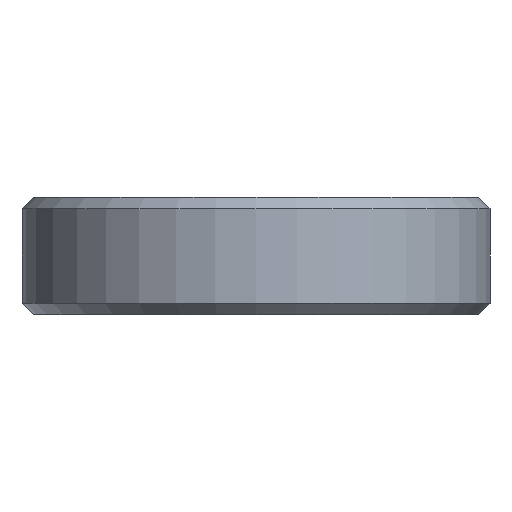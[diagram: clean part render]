
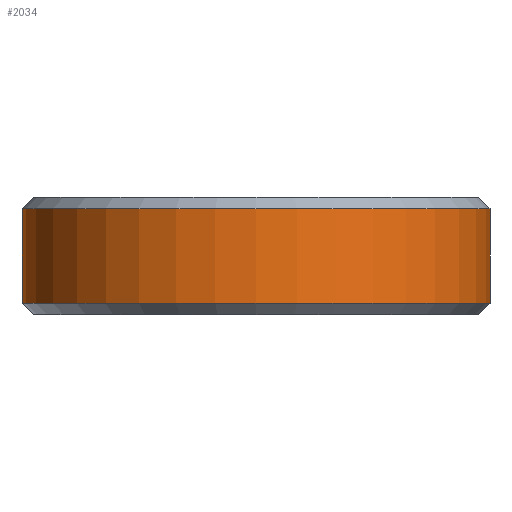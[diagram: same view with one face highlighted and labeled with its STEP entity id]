
A CAD part, left-side view. The second image highlights one B-rep face of the part: STEP entity #2034.
In plain terms, the highlighted cylindrical face has radius 6.25 mm (diameter 12.5 mm), a partial arc.
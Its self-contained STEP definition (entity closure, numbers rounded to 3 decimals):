
#382 = CONICAL_SURFACE('',#383,6.25,0.785);
#383 = AXIS2_PLACEMENT_3D('',#384,#385,#386);
#384 = CARTESIAN_POINT('',(0.,0.,0.3));
#385 = DIRECTION('',(0.,0.,1.));
#386 = DIRECTION('',(0.,1.,0.));
#1106 = VERTEX_POINT('',#1107);
#1107 = CARTESIAN_POINT('',(0.,-6.25,0.3));
#1142 = PLANE('',#1143);
#1143 = AXIS2_PLACEMENT_3D('',#1144,#1145,#1146);
#1144 = CARTESIAN_POINT('',(125.,-6.25,0.));
#1145 = DIRECTION('',(0.,-1.,0.));
#1146 = DIRECTION('',(-1.,0.,0.));
#1160 = VERTEX_POINT('',#1161);
#1161 = CARTESIAN_POINT('',(0.,6.25,0.3));
#1182 = EDGE_CURVE('',#1160,#1106,#1183,.T.);
#1183 = SURFACE_CURVE('',#1184,(#1189,#1196),.PCURVE_S1.);
#1184 = CIRCLE('',#1185,6.25);
#1185 = AXIS2_PLACEMENT_3D('',#1186,#1187,#1188);
#1186 = CARTESIAN_POINT('',(0.,0.,0.3));
#1187 = DIRECTION('',(0.,-0.,1.));
#1188 = DIRECTION('',(0.,1.,0.));
#1189 = PCURVE('',#382,#1190);
#1190 = DEFINITIONAL_REPRESENTATION('',(#1191),#1195);
#1191 = LINE('',#1192,#1193);
#1192 = CARTESIAN_POINT('',(0.,-0.));
#1193 = VECTOR('',#1194,1.);
#1194 = DIRECTION('',(1.,-0.));
#1195 = ( GEOMETRIC_REPRESENTATION_CONTEXT(2) 
PARAMETRIC_REPRESENTATION_CONTEXT() REPRESENTATION_CONTEXT('2D SPACE',''
  ) );
#1196 = PCURVE('',#1197,#1202);
#1197 = CYLINDRICAL_SURFACE('',#1198,6.25);
#1198 = AXIS2_PLACEMENT_3D('',#1199,#1200,#1201);
#1199 = CARTESIAN_POINT('',(0.,0.,0.));
#1200 = DIRECTION('',(-0.,-0.,-1.));
#1201 = DIRECTION('',(1.,0.,0.));
#1202 = DEFINITIONAL_REPRESENTATION('',(#1203),#1207);
#1203 = LINE('',#1204,#1205);
#1204 = CARTESIAN_POINT('',(-1.571,-0.3));
#1205 = VECTOR('',#1206,1.);
#1206 = DIRECTION('',(-1.,0.));
#1207 = ( GEOMETRIC_REPRESENTATION_CONTEXT(2) 
PARAMETRIC_REPRESENTATION_CONTEXT() REPRESENTATION_CONTEXT('2D SPACE',''
  ) );
#1229 = PLANE('',#1230);
#1230 = AXIS2_PLACEMENT_3D('',#1231,#1232,#1233);
#1231 = CARTESIAN_POINT('',(125.,6.25,0.));
#1232 = DIRECTION('',(0.,-1.,0.));
#1233 = DIRECTION('',(-1.,0.,0.));
#1986 = VERTEX_POINT('',#1987);
#1987 = CARTESIAN_POINT('',(0.,-6.25,2.825));
#2013 = EDGE_CURVE('',#1106,#1986,#2014,.T.);
#2014 = SURFACE_CURVE('',#2015,(#2019,#2026),.PCURVE_S1.);
#2015 = LINE('',#2016,#2017);
#2016 = CARTESIAN_POINT('',(0.,-6.25,0.));
#2017 = VECTOR('',#2018,1.);
#2018 = DIRECTION('',(0.,0.,1.));
#2019 = PCURVE('',#1142,#2020);
#2020 = DEFINITIONAL_REPRESENTATION('',(#2021),#2025);
#2021 = LINE('',#2022,#2023);
#2022 = CARTESIAN_POINT('',(125.,0.));
#2023 = VECTOR('',#2024,1.);
#2024 = DIRECTION('',(0.,-1.));
#2025 = ( GEOMETRIC_REPRESENTATION_CONTEXT(2) 
PARAMETRIC_REPRESENTATION_CONTEXT() REPRESENTATION_CONTEXT('2D SPACE',''
  ) );
#2026 = PCURVE('',#1197,#2027);
#2027 = DEFINITIONAL_REPRESENTATION('',(#2028),#2032);
#2028 = LINE('',#2029,#2030);
#2029 = CARTESIAN_POINT('',(-4.712,0.));
#2030 = VECTOR('',#2031,1.);
#2031 = DIRECTION('',(-0.,-1.));
#2032 = ( GEOMETRIC_REPRESENTATION_CONTEXT(2) 
PARAMETRIC_REPRESENTATION_CONTEXT() REPRESENTATION_CONTEXT('2D SPACE',''
  ) );
#2034 = ADVANCED_FACE('',(#2035),#1197,.T.);
#2035 = FACE_BOUND('',#2036,.F.);
#2036 = EDGE_LOOP('',(#2037,#2060,#2087,#2088));
#2037 = ORIENTED_EDGE('',*,*,#2038,.T.);
#2038 = EDGE_CURVE('',#1160,#2039,#2041,.T.);
#2039 = VERTEX_POINT('',#2040);
#2040 = CARTESIAN_POINT('',(0.,6.25,2.825));
#2041 = SURFACE_CURVE('',#2042,(#2046,#2053),.PCURVE_S1.);
#2042 = LINE('',#2043,#2044);
#2043 = CARTESIAN_POINT('',(0.,6.25,0.));
#2044 = VECTOR('',#2045,1.);
#2045 = DIRECTION('',(0.,0.,1.));
#2046 = PCURVE('',#1197,#2047);
#2047 = DEFINITIONAL_REPRESENTATION('',(#2048),#2052);
#2048 = LINE('',#2049,#2050);
#2049 = CARTESIAN_POINT('',(-1.571,0.));
#2050 = VECTOR('',#2051,1.);
#2051 = DIRECTION('',(-0.,-1.));
#2052 = ( GEOMETRIC_REPRESENTATION_CONTEXT(2) 
PARAMETRIC_REPRESENTATION_CONTEXT() REPRESENTATION_CONTEXT('2D SPACE',''
  ) );
#2053 = PCURVE('',#1229,#2054);
#2054 = DEFINITIONAL_REPRESENTATION('',(#2055),#2059);
#2055 = LINE('',#2056,#2057);
#2056 = CARTESIAN_POINT('',(125.,0.));
#2057 = VECTOR('',#2058,1.);
#2058 = DIRECTION('',(0.,-1.));
#2059 = ( GEOMETRIC_REPRESENTATION_CONTEXT(2) 
PARAMETRIC_REPRESENTATION_CONTEXT() REPRESENTATION_CONTEXT('2D SPACE',''
  ) );
#2060 = ORIENTED_EDGE('',*,*,#2061,.T.);
#2061 = EDGE_CURVE('',#2039,#1986,#2062,.T.);
#2062 = SURFACE_CURVE('',#2063,(#2068,#2075),.PCURVE_S1.);
#2063 = CIRCLE('',#2064,6.25);
#2064 = AXIS2_PLACEMENT_3D('',#2065,#2066,#2067);
#2065 = CARTESIAN_POINT('',(0.,0.,2.825));
#2066 = DIRECTION('',(0.,-0.,1.));
#2067 = DIRECTION('',(0.,1.,0.));
#2068 = PCURVE('',#1197,#2069);
#2069 = DEFINITIONAL_REPRESENTATION('',(#2070),#2074);
#2070 = LINE('',#2071,#2072);
#2071 = CARTESIAN_POINT('',(-1.571,-2.825));
#2072 = VECTOR('',#2073,1.);
#2073 = DIRECTION('',(-1.,0.));
#2074 = ( GEOMETRIC_REPRESENTATION_CONTEXT(2) 
PARAMETRIC_REPRESENTATION_CONTEXT() REPRESENTATION_CONTEXT('2D SPACE',''
  ) );
#2075 = PCURVE('',#2076,#2081);
#2076 = CONICAL_SURFACE('',#2077,6.25,0.785);
#2077 = AXIS2_PLACEMENT_3D('',#2078,#2079,#2080);
#2078 = CARTESIAN_POINT('',(0.,0.,2.825));
#2079 = DIRECTION('',(-0.,-0.,-1.));
#2080 = DIRECTION('',(0.,1.,0.));
#2081 = DEFINITIONAL_REPRESENTATION('',(#2082),#2086);
#2082 = LINE('',#2083,#2084);
#2083 = CARTESIAN_POINT('',(-0.,-0.));
#2084 = VECTOR('',#2085,1.);
#2085 = DIRECTION('',(-1.,-0.));
#2086 = ( GEOMETRIC_REPRESENTATION_CONTEXT(2) 
PARAMETRIC_REPRESENTATION_CONTEXT() REPRESENTATION_CONTEXT('2D SPACE',''
  ) );
#2087 = ORIENTED_EDGE('',*,*,#2013,.F.);
#2088 = ORIENTED_EDGE('',*,*,#1182,.F.);
